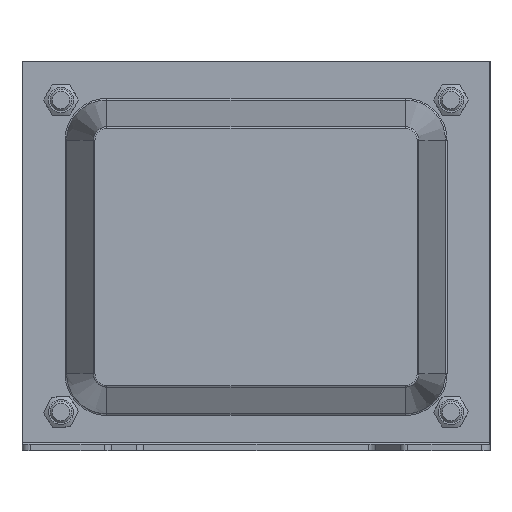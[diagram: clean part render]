
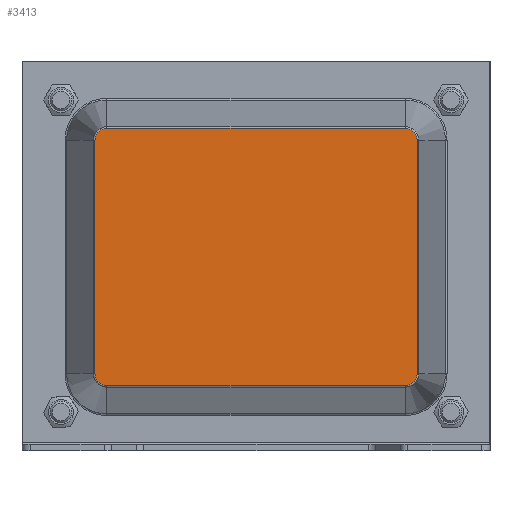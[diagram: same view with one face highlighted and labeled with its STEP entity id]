
A CAD part, front view. The second image highlights one B-rep face of the part: STEP entity #3413.
In plain terms, the highlighted face is planar.
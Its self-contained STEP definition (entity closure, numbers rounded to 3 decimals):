
#394=PLANE('',#3904);
#619=FACE_OUTER_BOUND('',#826,.T.);
#826=EDGE_LOOP('',(#3006,#3007,#3008,#3009,#3010,#3011,#3012,#3013));
#1081=LINE('',#5738,#1348);
#1083=LINE('',#5758,#1350);
#1086=LINE('',#5765,#1353);
#1088=LINE('',#5780,#1355);
#1348=VECTOR('',#4694,10.);
#1350=VECTOR('',#4718,10.);
#1353=VECTOR('',#4725,10.);
#1355=VECTOR('',#4745,10.);
#1552=CIRCLE('',#3879,2.728);
#1556=CIRCLE('',#3884,2.728);
#1560=CIRCLE('',#3891,2.728);
#1564=CIRCLE('',#3896,2.728);
#1799=VERTEX_POINT('',#5735);
#1800=VERTEX_POINT('',#5737);
#1803=VERTEX_POINT('',#5744);
#1804=VERTEX_POINT('',#5749);
#1807=VERTEX_POINT('',#5756);
#1808=VERTEX_POINT('',#5761);
#1811=VERTEX_POINT('',#5768);
#1812=VERTEX_POINT('',#5773);
#2203=EDGE_CURVE('',#1799,#1800,#1081,.T.);
#2207=EDGE_CURVE('',#1803,#1799,#1552,.T.);
#2211=EDGE_CURVE('',#1800,#1804,#1556,.T.);
#2213=EDGE_CURVE('',#1807,#1803,#1083,.T.);
#2217=EDGE_CURVE('',#1804,#1808,#1086,.T.);
#2219=EDGE_CURVE('',#1811,#1807,#1560,.T.);
#2223=EDGE_CURVE('',#1808,#1812,#1564,.T.);
#2225=EDGE_CURVE('',#1812,#1811,#1088,.T.);
#3006=ORIENTED_EDGE('',*,*,#2203,.F.);
#3007=ORIENTED_EDGE('',*,*,#2207,.F.);
#3008=ORIENTED_EDGE('',*,*,#2213,.F.);
#3009=ORIENTED_EDGE('',*,*,#2219,.F.);
#3010=ORIENTED_EDGE('',*,*,#2225,.F.);
#3011=ORIENTED_EDGE('',*,*,#2223,.F.);
#3012=ORIENTED_EDGE('',*,*,#2217,.F.);
#3013=ORIENTED_EDGE('',*,*,#2211,.F.);
#3413=ADVANCED_FACE('',(#619),#394,.T.);
#3879=AXIS2_PLACEMENT_3D('',#5746,#4702,#4703);
#3884=AXIS2_PLACEMENT_3D('',#5753,#4712,#4713);
#3891=AXIS2_PLACEMENT_3D('',#5770,#4730,#4731);
#3896=AXIS2_PLACEMENT_3D('',#5777,#4740,#4741);
#3904=AXIS2_PLACEMENT_3D('',#5799,#4765,#4766);
#4694=DIRECTION('',(1.,0.,0.));
#4702=DIRECTION('center_axis',(0.,-1.,0.));
#4703=DIRECTION('ref_axis',(-0.707,0.,-0.707));
#4712=DIRECTION('center_axis',(0.,-1.,0.));
#4713=DIRECTION('ref_axis',(0.707,0.,-0.707));
#4718=DIRECTION('',(0.,0.,-1.));
#4725=DIRECTION('',(0.,0.,1.));
#4730=DIRECTION('center_axis',(0.,-1.,0.));
#4731=DIRECTION('ref_axis',(-0.707,0.,0.707));
#4740=DIRECTION('center_axis',(0.,-1.,0.));
#4741=DIRECTION('ref_axis',(0.707,0.,0.707));
#4745=DIRECTION('',(-1.,0.,0.));
#4765=DIRECTION('center_axis',(0.,1.,0.));
#4766=DIRECTION('ref_axis',(0.,0.,1.));
#5735=CARTESIAN_POINT('',(-71.73,37.,16.808));
#5737=CARTESIAN_POINT('',(-17.826,37.,16.808));
#5738=CARTESIAN_POINT('',(-31.302,37.,16.808));
#5744=CARTESIAN_POINT('',(-74.458,37.,19.537));
#5746=CARTESIAN_POINT('Origin',(-71.73,37.,19.537));
#5749=CARTESIAN_POINT('',(-15.098,37.,19.537));
#5753=CARTESIAN_POINT('Origin',(-17.826,37.,19.537));
#5756=CARTESIAN_POINT('',(-74.458,37.,88.441));
#5758=CARTESIAN_POINT('',(-74.458,37.,36.763));
#5761=CARTESIAN_POINT('',(-15.098,37.,88.441));
#5765=CARTESIAN_POINT('',(-15.098,37.,71.215));
#5768=CARTESIAN_POINT('',(-71.73,37.,91.169));
#5770=CARTESIAN_POINT('Origin',(-71.73,37.,88.441));
#5773=CARTESIAN_POINT('',(-17.826,37.,91.169));
#5777=CARTESIAN_POINT('Origin',(-17.826,37.,88.441));
#5780=CARTESIAN_POINT('',(-58.254,37.,91.169));
#5799=CARTESIAN_POINT('Origin',(-44.778,37.,53.989));
